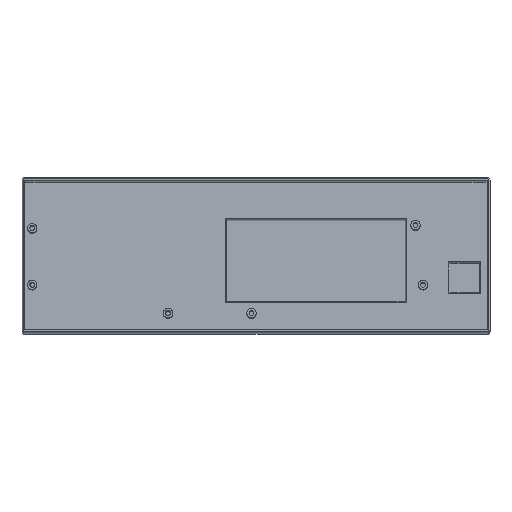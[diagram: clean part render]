
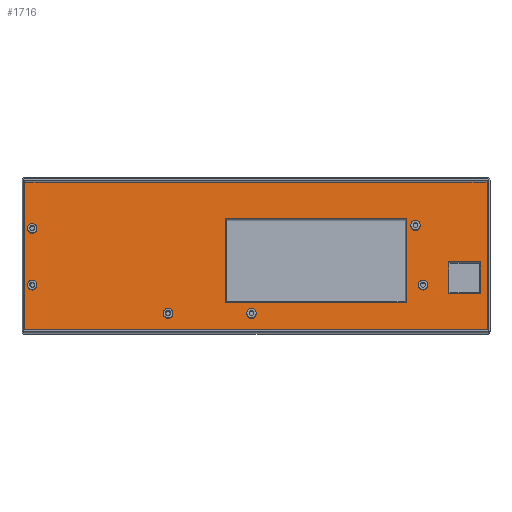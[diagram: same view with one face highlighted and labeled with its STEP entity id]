
A CAD part, top view. The second image highlights one B-rep face of the part: STEP entity #1716.
In plain terms, the highlighted planar face has unit normal (0, 0.07, 0.998).
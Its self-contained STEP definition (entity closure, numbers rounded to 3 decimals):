
#77=CIRCLE('',#1843,3.15);
#78=CIRCLE('',#1844,3.15);
#79=CIRCLE('',#1845,3.15);
#80=CIRCLE('',#1846,3.15);
#81=CIRCLE('',#1847,3.15);
#82=CIRCLE('',#1848,3.15);
#127=FACE_BOUND('',#267,.T.);
#128=FACE_BOUND('',#268,.T.);
#129=FACE_BOUND('',#269,.T.);
#130=FACE_BOUND('',#270,.T.);
#131=FACE_BOUND('',#271,.T.);
#132=FACE_BOUND('',#272,.T.);
#133=FACE_BOUND('',#273,.T.);
#134=FACE_BOUND('',#274,.T.);
#154=FACE_OUTER_BOUND('',#266,.T.);
#266=EDGE_LOOP('',(#1166,#1167,#1168,#1169,#1170,#1171));
#267=EDGE_LOOP('',(#1172,#1173,#1174,#1175));
#268=EDGE_LOOP('',(#1176));
#269=EDGE_LOOP('',(#1177));
#270=EDGE_LOOP('',(#1178));
#271=EDGE_LOOP('',(#1179));
#272=EDGE_LOOP('',(#1180));
#273=EDGE_LOOP('',(#1181));
#274=EDGE_LOOP('',(#1182,#1183,#1184,#1185));
#393=LINE('',#2513,#566);
#397=LINE('',#2522,#570);
#402=LINE('',#2530,#575);
#403=LINE('',#2532,#576);
#410=LINE('',#2547,#583);
#411=LINE('',#2549,#584);
#412=LINE('',#2551,#585);
#413=LINE('',#2553,#586);
#414=LINE('',#2555,#587);
#415=LINE('',#2556,#588);
#416=LINE('',#2559,#589);
#417=LINE('',#2561,#590);
#418=LINE('',#2563,#591);
#419=LINE('',#2564,#592);
#566=VECTOR('',#2006,10.);
#570=VECTOR('',#2012,10.);
#575=VECTOR('',#2019,10.);
#576=VECTOR('',#2022,10.);
#583=VECTOR('',#2035,10.);
#584=VECTOR('',#2036,10.);
#585=VECTOR('',#2037,10.);
#586=VECTOR('',#2038,10.);
#587=VECTOR('',#2039,10.);
#588=VECTOR('',#2040,10.);
#589=VECTOR('',#2041,10.);
#590=VECTOR('',#2042,10.);
#591=VECTOR('',#2043,10.);
#592=VECTOR('',#2044,10.);
#739=VERTEX_POINT('',#2511);
#740=VERTEX_POINT('',#2512);
#743=VERTEX_POINT('',#2520);
#744=VERTEX_POINT('',#2521);
#750=VERTEX_POINT('',#2545);
#751=VERTEX_POINT('',#2546);
#752=VERTEX_POINT('',#2548);
#753=VERTEX_POINT('',#2550);
#754=VERTEX_POINT('',#2552);
#755=VERTEX_POINT('',#2554);
#756=VERTEX_POINT('',#2557);
#757=VERTEX_POINT('',#2558);
#758=VERTEX_POINT('',#2560);
#759=VERTEX_POINT('',#2562);
#760=VERTEX_POINT('',#2565);
#761=VERTEX_POINT('',#2567);
#762=VERTEX_POINT('',#2569);
#763=VERTEX_POINT('',#2571);
#764=VERTEX_POINT('',#2573);
#765=VERTEX_POINT('',#2575);
#895=EDGE_CURVE('',#739,#740,#393,.T.);
#899=EDGE_CURVE('',#743,#744,#397,.T.);
#904=EDGE_CURVE('',#744,#739,#402,.T.);
#905=EDGE_CURVE('',#740,#743,#403,.T.);
#912=EDGE_CURVE('',#750,#751,#410,.T.);
#913=EDGE_CURVE('',#752,#750,#411,.T.);
#914=EDGE_CURVE('',#753,#752,#412,.T.);
#915=EDGE_CURVE('',#754,#753,#413,.T.);
#916=EDGE_CURVE('',#755,#754,#414,.T.);
#917=EDGE_CURVE('',#751,#755,#415,.T.);
#918=EDGE_CURVE('',#756,#757,#416,.T.);
#919=EDGE_CURVE('',#758,#756,#417,.T.);
#920=EDGE_CURVE('',#759,#758,#418,.T.);
#921=EDGE_CURVE('',#757,#759,#419,.T.);
#922=EDGE_CURVE('',#760,#760,#77,.T.);
#923=EDGE_CURVE('',#761,#761,#78,.T.);
#924=EDGE_CURVE('',#762,#762,#79,.T.);
#925=EDGE_CURVE('',#763,#763,#80,.T.);
#926=EDGE_CURVE('',#764,#764,#81,.T.);
#927=EDGE_CURVE('',#765,#765,#82,.T.);
#1166=ORIENTED_EDGE('',*,*,#912,.F.);
#1167=ORIENTED_EDGE('',*,*,#913,.F.);
#1168=ORIENTED_EDGE('',*,*,#914,.F.);
#1169=ORIENTED_EDGE('',*,*,#915,.F.);
#1170=ORIENTED_EDGE('',*,*,#916,.F.);
#1171=ORIENTED_EDGE('',*,*,#917,.F.);
#1172=ORIENTED_EDGE('',*,*,#918,.F.);
#1173=ORIENTED_EDGE('',*,*,#919,.F.);
#1174=ORIENTED_EDGE('',*,*,#920,.F.);
#1175=ORIENTED_EDGE('',*,*,#921,.F.);
#1176=ORIENTED_EDGE('',*,*,#922,.T.);
#1177=ORIENTED_EDGE('',*,*,#923,.T.);
#1178=ORIENTED_EDGE('',*,*,#924,.T.);
#1179=ORIENTED_EDGE('',*,*,#925,.T.);
#1180=ORIENTED_EDGE('',*,*,#926,.T.);
#1181=ORIENTED_EDGE('',*,*,#927,.T.);
#1182=ORIENTED_EDGE('',*,*,#899,.F.);
#1183=ORIENTED_EDGE('',*,*,#905,.F.);
#1184=ORIENTED_EDGE('',*,*,#895,.F.);
#1185=ORIENTED_EDGE('',*,*,#904,.F.);
#1642=PLANE('',#1842);
#1716=ADVANCED_FACE('',(#154,#127,#128,#129,#130,#131,#132,#133,#134),#1642,
 .F.);
#1842=AXIS2_PLACEMENT_3D('',#2544,#2033,#2034);
#1843=AXIS2_PLACEMENT_3D('',#2566,#2045,#2046);
#1844=AXIS2_PLACEMENT_3D('',#2568,#2047,#2048);
#1845=AXIS2_PLACEMENT_3D('',#2570,#2049,#2050);
#1846=AXIS2_PLACEMENT_3D('',#2572,#2051,#2052);
#1847=AXIS2_PLACEMENT_3D('',#2574,#2053,#2054);
#1848=AXIS2_PLACEMENT_3D('',#2576,#2055,#2056);
#2006=DIRECTION('',(0.,-0.998,0.07));
#2012=DIRECTION('',(0.,0.998,-0.07));
#2019=DIRECTION('',(-1.,0.,0.));
#2022=DIRECTION('',(1.,0.,0.));
#2033=DIRECTION('center_axis',(0.,-0.07,-0.998));
#2034=DIRECTION('ref_axis',(-1.,0.,0.));
#2035=DIRECTION('',(1.,0.,0.));
#2036=DIRECTION('',(0.,0.998,-0.07));
#2037=DIRECTION('',(-1.,0.,0.));
#2038=DIRECTION('',(0.,-0.998,0.07));
#2039=DIRECTION('',(1.,0.,0.));
#2040=DIRECTION('',(1.,0.,0.));
#2041=DIRECTION('',(0.,0.998,-0.07));
#2042=DIRECTION('',(1.,0.,0.));
#2043=DIRECTION('',(0.,-0.998,0.07));
#2044=DIRECTION('',(-1.,0.,0.));
#2045=DIRECTION('center_axis',(0.,-0.07,-0.998));
#2046=DIRECTION('ref_axis',(1.,0.,0.));
#2047=DIRECTION('center_axis',(0.,-0.07,-0.998));
#2048=DIRECTION('ref_axis',(1.,0.,0.));
#2049=DIRECTION('center_axis',(0.,-0.07,-0.998));
#2050=DIRECTION('ref_axis',(1.,0.,0.));
#2051=DIRECTION('center_axis',(0.,-0.07,-0.998));
#2052=DIRECTION('ref_axis',(1.,0.,0.));
#2053=DIRECTION('center_axis',(0.,-0.07,-0.998));
#2054=DIRECTION('ref_axis',(1.,0.,0.));
#2055=DIRECTION('center_axis',(0.,-0.07,-0.998));
#2056=DIRECTION('ref_axis',(1.,0.,0.));
#2511=CARTESIAN_POINT('',(129.231,-3.156,-9.416));
#2512=CARTESIAN_POINT('',(129.231,-24.604,-7.916));
#2513=CARTESIAN_POINT('',(129.231,-11.782,-8.812));
#2520=CARTESIAN_POINT('',(150.731,-24.604,-7.916));
#2521=CARTESIAN_POINT('',(150.731,-3.156,-9.416));
#2522=CARTESIAN_POINT('',(150.731,-1.807,-9.51));
#2530=CARTESIAN_POINT('',(64.991,-3.156,-9.416));
#2532=CARTESIAN_POINT('',(74.991,-24.604,-7.916));
#2544=CARTESIAN_POINT('Origin',(0.,0.291,-9.657));
#2545=CARTESIAN_POINT('',(-154.981,50.375,-13.159));
#2546=CARTESIAN_POINT('',(138.781,50.375,-13.159));
#2547=CARTESIAN_POINT('',(-77.491,50.375,-13.159));
#2548=CARTESIAN_POINT('',(-154.981,-49.793,-6.154));
#2549=CARTESIAN_POINT('',(-154.981,-24.751,-7.906));
#2550=CARTESIAN_POINT('',(154.981,-49.793,-6.154));
#2551=CARTESIAN_POINT('',(77.491,-49.793,-6.154));
#2552=CARTESIAN_POINT('',(154.981,50.375,-13.159));
#2553=CARTESIAN_POINT('',(154.981,25.333,-11.408));
#2554=CARTESIAN_POINT('',(148.981,50.375,-13.159));
#2555=CARTESIAN_POINT('',(-77.491,50.375,-13.159));
#2556=CARTESIAN_POINT('',(74.491,50.375,-13.159));
#2557=CARTESIAN_POINT('',(100.731,-30.589,-7.497));
#2558=CARTESIAN_POINT('',(100.731,25.773,-11.439));
#2559=CARTESIAN_POINT('',(100.731,12.658,-10.521));
#2560=CARTESIAN_POINT('',(-20.769,-30.589,-7.497));
#2561=CARTESIAN_POINT('',(49.991,-30.589,-7.497));
#2562=CARTESIAN_POINT('',(-20.769,25.773,-11.439));
#2563=CARTESIAN_POINT('',(-20.769,-14.775,-8.603));
#2564=CARTESIAN_POINT('',(-10.009,25.773,-11.439));
#2565=CARTESIAN_POINT('',(-62.172,-37.967,-6.981));
#2566=CARTESIAN_POINT('Origin',(-59.022,-37.967,-6.981));
#2567=CARTESIAN_POINT('',(-153.235,-18.964,-8.31));
#2568=CARTESIAN_POINT('Origin',(-150.085,-18.964,-8.31));
#2569=CARTESIAN_POINT('',(103.846,21.039,-11.107));
#2570=CARTESIAN_POINT('Origin',(106.996,21.039,-11.107));
#2571=CARTESIAN_POINT('',(108.915,-18.964,-8.31));
#2572=CARTESIAN_POINT('Origin',(112.065,-18.964,-8.31));
#2573=CARTESIAN_POINT('',(-153.328,19.043,-10.968));
#2574=CARTESIAN_POINT('Origin',(-150.178,19.043,-10.968));
#2575=CARTESIAN_POINT('',(-6.172,-37.967,-6.981));
#2576=CARTESIAN_POINT('Origin',(-3.022,-37.967,-6.981));
